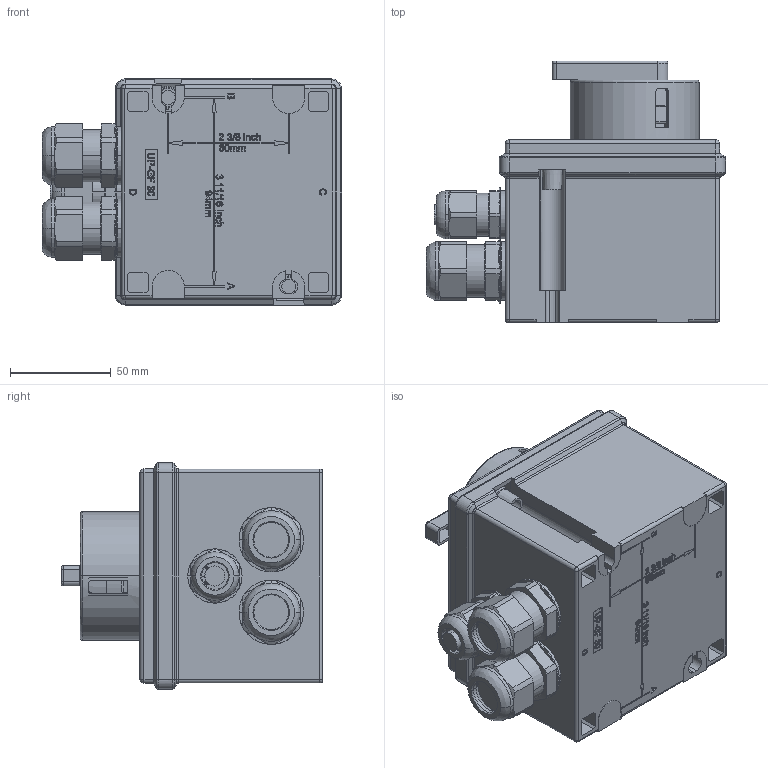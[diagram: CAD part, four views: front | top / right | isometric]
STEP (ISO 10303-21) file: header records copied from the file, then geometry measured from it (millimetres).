
FILE_DESCRIPTION (( 'STEP AP203' ), '1' );
FILE_NAME ('8146-5-V37-300-und-301-50-0050.STEP', '2015-07-21T12:19:55', ( '' ), ( '' ), 'SwSTEP 2.0', 'SolidWorks 2015', '' );
FILE_SCHEMA (( 'CONFIG_CONTROL_DESIGN' ));
Length unit declared in the file: millimetre
Products named in the file (1): 8146-5-V37-300-und-301-50-0050
Bounding box: 148.76 x 130.2 x 112.5 mm (x, y, z)
Volume: 1121093.9 mm3; surface area: 125710.3 mm2
Topology: 1 solids, 1 shells, 2432 faces, 6845 edges, 4420 vertices
Faces by surface type: plane 1132, cylinder 509, bspline 466, cone 278, torus 43, sphere 4
Entity records: 97252 total; most frequent: CARTESIAN_POINT 37287, ORIENTED_EDGE 13610, DIRECTION 11111, EDGE_CURVE 6805, VERTEX_POINT 4420, VECTOR 3903, LINE 3903, AXIS2_PLACEMENT_3D 3604
